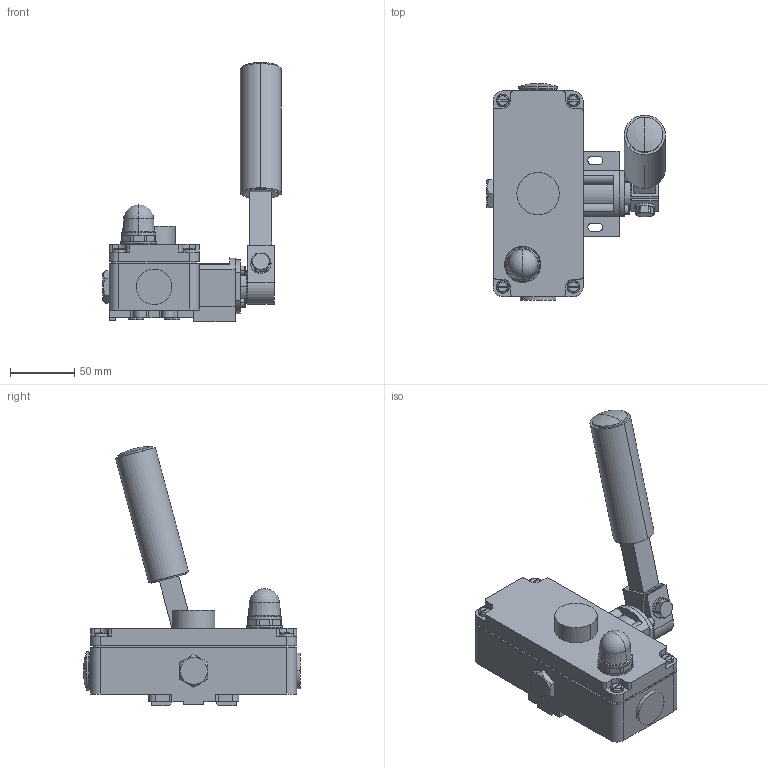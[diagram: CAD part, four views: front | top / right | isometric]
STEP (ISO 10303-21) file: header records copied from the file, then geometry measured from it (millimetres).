
FILE_DESCRIPTION(('STEP AP214'),'1');
FILE_NAME('cctmp_C8E85CC5-D2D3-4C75-A758-BA4B1EC2C710_2023_07_21_12_43_27_0643..stp','2023-07-21T10:43:28',('SIEMENS A&D'),('CADClick - www.CADClick.com'),'Spatial InterOp 3D postprocessed',' ','unknown authorization');
FILE_SCHEMA(('AUTOMOTIVE_DESIGN'));
Length unit declared in the file: millimetre
Products named in the file (1): 2023_07_21_12_43_27_0631
Bounding box: 139 x 168.78 x 201.59 mm (x, y, z)
Volume: 786825.2 mm3; surface area: 86738.5 mm2
Topology: 1 solids, 4 shells, 374 faces, 966 edges, 628 vertices
Faces by surface type: plane 199, cylinder 117, torus 32, cone 20, sphere 6
Entity records: 12881 total; most frequent: CARTESIAN_POINT 2311, DIRECTION 2044, ORIENTED_EDGE 1924, EDGE_CURVE 962, AXIS2_PLACEMENT_3D 745, VERTEX_POINT 628, LINE 554, VECTOR 554
